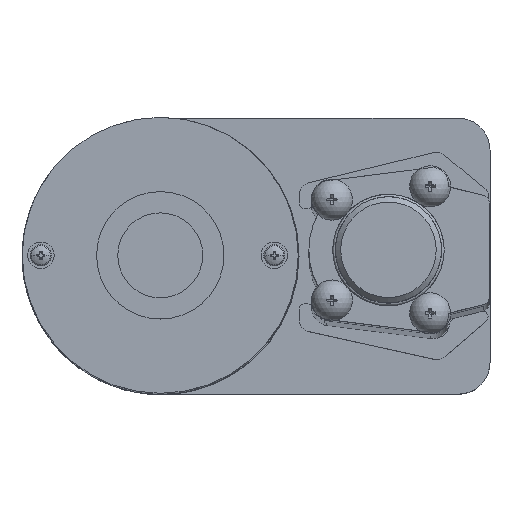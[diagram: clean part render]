
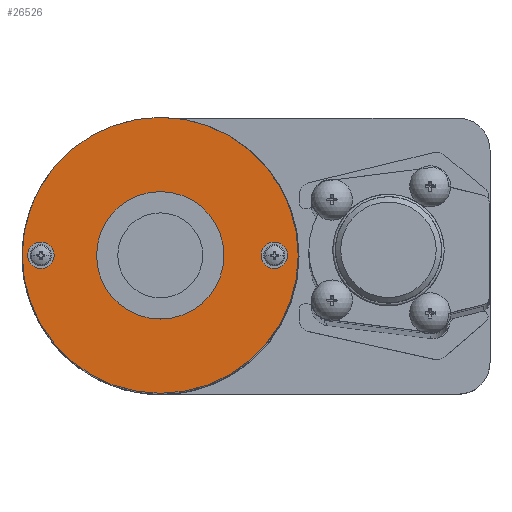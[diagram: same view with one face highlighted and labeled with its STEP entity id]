
A CAD part, top view. The second image highlights one B-rep face of the part: STEP entity #26526.
In plain terms, the highlighted planar face has unit normal (0, 0, 1).
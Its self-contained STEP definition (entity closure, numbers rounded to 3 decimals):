
#23270 = CYLINDRICAL_SURFACE('',#23271,26.);
#23271 = AXIS2_PLACEMENT_3D('',#23272,#23273,#23274);
#23272 = CARTESIAN_POINT('',(-7.,0.,85.));
#23273 = DIRECTION('',(0.,0.,1.));
#23274 = DIRECTION('',(1.,0.,0.));
#24341 = VERTEX_POINT('',#24342);
#24342 = CARTESIAN_POINT('',(19.,0.,88.));
#24363 = EDGE_CURVE('',#24341,#24341,#24364,.T.);
#24364 = SURFACE_CURVE('',#24365,(#24370,#24377),.PCURVE_S1.);
#24365 = CIRCLE('',#24366,26.);
#24366 = AXIS2_PLACEMENT_3D('',#24367,#24368,#24369);
#24367 = CARTESIAN_POINT('',(-7.,0.,88.));
#24368 = DIRECTION('',(0.,0.,1.));
#24369 = DIRECTION('',(1.,0.,0.));
#24370 = PCURVE('',#23270,#24371);
#24371 = DEFINITIONAL_REPRESENTATION('',(#24372),#24376);
#24372 = LINE('',#24373,#24374);
#24373 = CARTESIAN_POINT('',(0.,3.));
#24374 = VECTOR('',#24375,1.);
#24375 = DIRECTION('',(1.,0.));
#24376 = ( GEOMETRIC_REPRESENTATION_CONTEXT(2) 
PARAMETRIC_REPRESENTATION_CONTEXT() REPRESENTATION_CONTEXT('2D SPACE',''
  ) );
#24377 = PCURVE('',#24378,#24383);
#24378 = PLANE('',#24379);
#24379 = AXIS2_PLACEMENT_3D('',#24380,#24381,#24382);
#24380 = CARTESIAN_POINT('',(-7.,0.,88.));
#24381 = DIRECTION('',(0.,0.,1.));
#24382 = DIRECTION('',(1.,0.,0.));
#24383 = DEFINITIONAL_REPRESENTATION('',(#24384),#24388);
#24384 = CIRCLE('',#24385,26.);
#24385 = AXIS2_PLACEMENT_2D('',#24386,#24387);
#24386 = CARTESIAN_POINT('',(0.,0.));
#24387 = DIRECTION('',(1.,0.));
#24388 = ( GEOMETRIC_REPRESENTATION_CONTEXT(2) 
PARAMETRIC_REPRESENTATION_CONTEXT() REPRESENTATION_CONTEXT('2D SPACE',''
  ) );
#26526 = ADVANCED_FACE('',(#26527,#26530,#26561,#26592),#24378,.T.);
#26527 = FACE_BOUND('',#26528,.T.);
#26528 = EDGE_LOOP('',(#26529));
#26529 = ORIENTED_EDGE('',*,*,#24363,.T.);
#26530 = FACE_BOUND('',#26531,.T.);
#26531 = EDGE_LOOP('',(#26532));
#26532 = ORIENTED_EDGE('',*,*,#26533,.F.);
#26533 = EDGE_CURVE('',#26534,#26534,#26536,.T.);
#26534 = VERTEX_POINT('',#26535);
#26535 = CARTESIAN_POINT('',(-27.,0.,88.));
#26536 = SURFACE_CURVE('',#26537,(#26542,#26549),.PCURVE_S1.);
#26537 = CIRCLE('',#26538,2.5);
#26538 = AXIS2_PLACEMENT_3D('',#26539,#26540,#26541);
#26539 = CARTESIAN_POINT('',(-29.5,0.,88.));
#26540 = DIRECTION('',(0.,0.,1.));
#26541 = DIRECTION('',(1.,0.,0.));
#26542 = PCURVE('',#24378,#26543);
#26543 = DEFINITIONAL_REPRESENTATION('',(#26544),#26548);
#26544 = CIRCLE('',#26545,2.5);
#26545 = AXIS2_PLACEMENT_2D('',#26546,#26547);
#26546 = CARTESIAN_POINT('',(-22.5,0.));
#26547 = DIRECTION('',(1.,0.));
#26548 = ( GEOMETRIC_REPRESENTATION_CONTEXT(2) 
PARAMETRIC_REPRESENTATION_CONTEXT() REPRESENTATION_CONTEXT('2D SPACE',''
  ) );
#26549 = PCURVE('',#26550,#26555);
#26550 = CYLINDRICAL_SURFACE('',#26551,2.5);
#26551 = AXIS2_PLACEMENT_3D('',#26552,#26553,#26554);
#26552 = CARTESIAN_POINT('',(-29.5,0.,88.));
#26553 = DIRECTION('',(0.,0.,1.));
#26554 = DIRECTION('',(1.,0.,0.));
#26555 = DEFINITIONAL_REPRESENTATION('',(#26556),#26560);
#26556 = LINE('',#26557,#26558);
#26557 = CARTESIAN_POINT('',(0.,0.));
#26558 = VECTOR('',#26559,1.);
#26559 = DIRECTION('',(1.,0.));
#26560 = ( GEOMETRIC_REPRESENTATION_CONTEXT(2) 
PARAMETRIC_REPRESENTATION_CONTEXT() REPRESENTATION_CONTEXT('2D SPACE',''
  ) );
#26561 = FACE_BOUND('',#26562,.T.);
#26562 = EDGE_LOOP('',(#26563));
#26563 = ORIENTED_EDGE('',*,*,#26564,.F.);
#26564 = EDGE_CURVE('',#26565,#26565,#26567,.T.);
#26565 = VERTEX_POINT('',#26566);
#26566 = CARTESIAN_POINT('',(5.,0.,88.));
#26567 = SURFACE_CURVE('',#26568,(#26573,#26580),.PCURVE_S1.);
#26568 = CIRCLE('',#26569,12.);
#26569 = AXIS2_PLACEMENT_3D('',#26570,#26571,#26572);
#26570 = CARTESIAN_POINT('',(-7.,0.,88.));
#26571 = DIRECTION('',(0.,0.,1.));
#26572 = DIRECTION('',(1.,0.,0.));
#26573 = PCURVE('',#24378,#26574);
#26574 = DEFINITIONAL_REPRESENTATION('',(#26575),#26579);
#26575 = CIRCLE('',#26576,12.);
#26576 = AXIS2_PLACEMENT_2D('',#26577,#26578);
#26577 = CARTESIAN_POINT('',(0.,0.));
#26578 = DIRECTION('',(1.,0.));
#26579 = ( GEOMETRIC_REPRESENTATION_CONTEXT(2) 
PARAMETRIC_REPRESENTATION_CONTEXT() REPRESENTATION_CONTEXT('2D SPACE',''
  ) );
#26580 = PCURVE('',#26581,#26586);
#26581 = CYLINDRICAL_SURFACE('',#26582,12.);
#26582 = AXIS2_PLACEMENT_3D('',#26583,#26584,#26585);
#26583 = CARTESIAN_POINT('',(-7.,0.,88.));
#26584 = DIRECTION('',(0.,0.,1.));
#26585 = DIRECTION('',(1.,0.,0.));
#26586 = DEFINITIONAL_REPRESENTATION('',(#26587),#26591);
#26587 = LINE('',#26588,#26589);
#26588 = CARTESIAN_POINT('',(0.,0.));
#26589 = VECTOR('',#26590,1.);
#26590 = DIRECTION('',(1.,0.));
#26591 = ( GEOMETRIC_REPRESENTATION_CONTEXT(2) 
PARAMETRIC_REPRESENTATION_CONTEXT() REPRESENTATION_CONTEXT('2D SPACE',''
  ) );
#26592 = FACE_BOUND('',#26593,.T.);
#26593 = EDGE_LOOP('',(#26594));
#26594 = ORIENTED_EDGE('',*,*,#26595,.F.);
#26595 = EDGE_CURVE('',#26596,#26596,#26598,.T.);
#26596 = VERTEX_POINT('',#26597);
#26597 = CARTESIAN_POINT('',(17.,0.,88.));
#26598 = SURFACE_CURVE('',#26599,(#26604,#26611),.PCURVE_S1.);
#26599 = CIRCLE('',#26600,2.5);
#26600 = AXIS2_PLACEMENT_3D('',#26601,#26602,#26603);
#26601 = CARTESIAN_POINT('',(14.5,0.,88.));
#26602 = DIRECTION('',(0.,0.,1.));
#26603 = DIRECTION('',(1.,0.,0.));
#26604 = PCURVE('',#24378,#26605);
#26605 = DEFINITIONAL_REPRESENTATION('',(#26606),#26610);
#26606 = CIRCLE('',#26607,2.5);
#26607 = AXIS2_PLACEMENT_2D('',#26608,#26609);
#26608 = CARTESIAN_POINT('',(21.5,0.));
#26609 = DIRECTION('',(1.,0.));
#26610 = ( GEOMETRIC_REPRESENTATION_CONTEXT(2) 
PARAMETRIC_REPRESENTATION_CONTEXT() REPRESENTATION_CONTEXT('2D SPACE',''
  ) );
#26611 = PCURVE('',#26612,#26617);
#26612 = CYLINDRICAL_SURFACE('',#26613,2.5);
#26613 = AXIS2_PLACEMENT_3D('',#26614,#26615,#26616);
#26614 = CARTESIAN_POINT('',(14.5,0.,88.));
#26615 = DIRECTION('',(0.,0.,1.));
#26616 = DIRECTION('',(1.,0.,0.));
#26617 = DEFINITIONAL_REPRESENTATION('',(#26618),#26622);
#26618 = LINE('',#26619,#26620);
#26619 = CARTESIAN_POINT('',(0.,0.));
#26620 = VECTOR('',#26621,1.);
#26621 = DIRECTION('',(1.,0.));
#26622 = ( GEOMETRIC_REPRESENTATION_CONTEXT(2) 
PARAMETRIC_REPRESENTATION_CONTEXT() REPRESENTATION_CONTEXT('2D SPACE',''
  ) );
